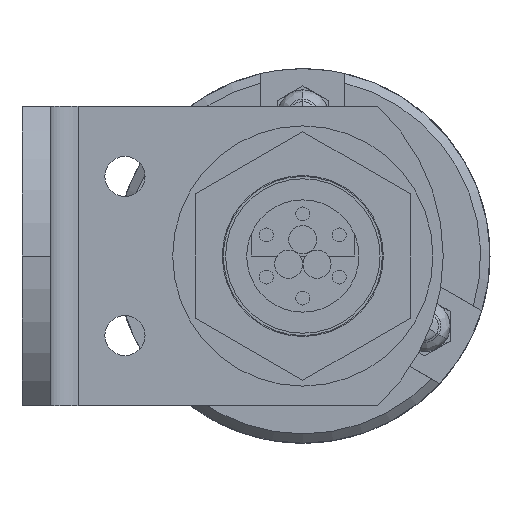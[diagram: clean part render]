
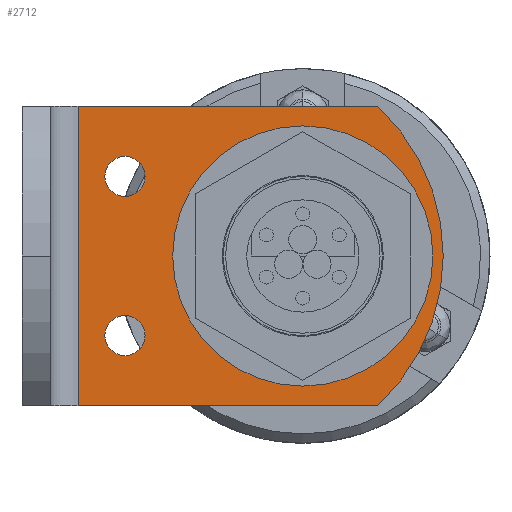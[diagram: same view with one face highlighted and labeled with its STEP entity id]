
A CAD part, front view. The second image highlights one B-rep face of the part: STEP entity #2712.
In plain terms, the highlighted planar face has unit normal (0, -1, 0).
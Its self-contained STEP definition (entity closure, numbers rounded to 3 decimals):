
#52 = DIRECTION ( 'NONE',  ( 0., 0., -1. ) ) ;
#115 = DIRECTION ( 'NONE',  ( -1., 0., 0. ) ) ;
#145 = DIRECTION ( 'NONE',  ( 0., 0., -1. ) ) ;
#236 = VERTEX_POINT ( 'NONE', #5588 ) ;
#247 = VERTEX_POINT ( 'NONE', #6537 ) ;
#357 = VERTEX_POINT ( 'NONE', #8477 ) ;
#414 = CARTESIAN_POINT ( 'NONE',  ( 15., -287.5, 16. ) ) ;
#439 = ORIENTED_EDGE ( 'NONE', *, *, #2203, .F. ) ;
#623 = DIRECTION ( 'NONE',  ( 0., -1., 0. ) ) ;
#711 = DIRECTION ( 'NONE',  ( 0., 0., -1. ) ) ;
#795 = AXIS2_PLACEMENT_3D ( 'NONE', #5061, #11480, #5997 ) ;
#856 = AXIS2_PLACEMENT_3D ( 'NONE', #11086, #5604, #145 ) ;
#921 = DIRECTION ( 'NONE',  ( 0., -1., 0. ) ) ;
#1056 = VERTEX_POINT ( 'NONE', #6466 ) ;
#1148 = DIRECTION ( 'NONE',  ( 0., -1., 0. ) ) ;
#1814 = EDGE_CURVE ( 'NONE', #7826, #1056, #10783, .T. ) ;
#1848 = FACE_BOUND ( 'NONE', #11565, .T. ) ;
#1905 = CARTESIAN_POINT ( 'NONE',  ( 15., -287.5, 16. ) ) ;
#2203 = EDGE_CURVE ( 'NONE', #7083, #5058, #10647, .T. ) ;
#2226 = VERTEX_POINT ( 'NONE', #3776 ) ;
#2319 = ORIENTED_EDGE ( 'NONE', *, *, #9503, .F. ) ;
#2473 = AXIS2_PLACEMENT_3D ( 'NONE', #10985, #5504, #52 ) ;
#2536 = CIRCLE ( 'NONE', #856, 2.15 ) ;
#2712 = ADVANCED_FACE ( 'NONE', ( #8852, #11562, #1848, #4264 ), #6480, .T. ) ;
#2767 = ORIENTED_EDGE ( 'NONE', *, *, #9966, .F. ) ;
#2790 = CIRCLE ( 'NONE', #11854, 8.6 ) ;
#2816 = DIRECTION ( 'NONE',  ( 0., -1., 0. ) ) ;
#3439 = ORIENTED_EDGE ( 'NONE', *, *, #1814, .T. ) ;
#3578 = ORIENTED_EDGE ( 'NONE', *, *, #8088, .T. ) ;
#3674 = CARTESIAN_POINT ( 'NONE',  ( -19., -287.5, 10.65 ) ) ;
#3776 = CARTESIAN_POINT ( 'NONE',  ( -19., -287.5, 6.35 ) ) ;
#3925 = CARTESIAN_POINT ( 'NONE',  ( -24., -287.5, -16. ) ) ;
#4124 = AXIS2_PLACEMENT_3D ( 'NONE', #6453, #921, #7353 ) ;
#4264 = FACE_OUTER_BOUND ( 'NONE', #10451, .T. ) ;
#4368 = LINE ( 'NONE', #5665, #8954 ) ;
#4948 = ORIENTED_EDGE ( 'NONE', *, *, #11447, .F. ) ;
#4992 = EDGE_CURVE ( 'NONE', #11241, #357, #2536, .T. ) ;
#5058 = VERTEX_POINT ( 'NONE', #3925 ) ;
#5061 = CARTESIAN_POINT ( 'NONE',  ( -19., -287.5, 8.5 ) ) ;
#5142 = CARTESIAN_POINT ( 'NONE',  ( 8., -287.5, -16. ) ) ;
#5366 = VERTEX_POINT ( 'NONE', #3674 ) ;
#5504 = DIRECTION ( 'NONE',  ( 0., -1., 0. ) ) ;
#5588 = CARTESIAN_POINT ( 'NONE',  ( 0., -287.5, -8.6 ) ) ;
#5604 = DIRECTION ( 'NONE',  ( 0., -1., 0. ) ) ;
#5665 = CARTESIAN_POINT ( 'NONE',  ( -24., -287.5, 16. ) ) ;
#5836 = ORIENTED_EDGE ( 'NONE', *, *, #8431, .F. ) ;
#5997 = DIRECTION ( 'NONE',  ( 0., 0., -1. ) ) ;
#6088 = CIRCLE ( 'NONE', #4124, 21.786 ) ;
#6128 = CARTESIAN_POINT ( 'NONE',  ( 0., -287.5, 0. ) ) ;
#6207 = ORIENTED_EDGE ( 'NONE', *, *, #7908, .F. ) ;
#6217 = DIRECTION ( 'NONE',  ( 0., -1., 0. ) ) ;
#6290 = CIRCLE ( 'NONE', #7567, 2.15 ) ;
#6453 = CARTESIAN_POINT ( 'NONE',  ( -6.786, -287.5, 0. ) ) ;
#6466 = CARTESIAN_POINT ( 'NONE',  ( -24., -287.5, 16. ) ) ;
#6480 = PLANE ( 'NONE',  #8838 ) ;
#6521 = CARTESIAN_POINT ( 'NONE',  ( 15., -287.5, -16. ) ) ;
#6537 = CARTESIAN_POINT ( 'NONE',  ( 0., -287.5, 8.6 ) ) ;
#6615 = DIRECTION ( 'NONE',  ( 0., 0., -1. ) ) ;
#6659 = CARTESIAN_POINT ( 'NONE',  ( -19., -287.5, 8.5 ) ) ;
#6679 = ORIENTED_EDGE ( 'NONE', *, *, #8002, .T. ) ;
#6967 = CIRCLE ( 'NONE', #795, 2.15 ) ;
#7046 = DIRECTION ( 'NONE',  ( 0., 0., -1. ) ) ;
#7083 = VERTEX_POINT ( 'NONE', #5142 ) ;
#7353 = DIRECTION ( 'NONE',  ( 0., 0., -1. ) ) ;
#7421 = AXIS2_PLACEMENT_3D ( 'NONE', #11696, #6217, #711 ) ;
#7542 = CIRCLE ( 'NONE', #7421, 8.6 ) ;
#7567 = AXIS2_PLACEMENT_3D ( 'NONE', #6659, #1148, #7570 ) ;
#7570 = DIRECTION ( 'NONE',  ( 0., 0., -1. ) ) ;
#7692 = CARTESIAN_POINT ( 'NONE',  ( -19., -287.5, -10.65 ) ) ;
#7743 = DIRECTION ( 'NONE',  ( -1., 0., 0. ) ) ;
#7826 = VERTEX_POINT ( 'NONE', #11423 ) ;
#7908 = EDGE_CURVE ( 'NONE', #247, #236, #7542, .T. ) ;
#8002 = EDGE_CURVE ( 'NONE', #7083, #7826, #6088, .T. ) ;
#8051 = EDGE_LOOP ( 'NONE', ( #4948, #2767 ) ) ;
#8088 = EDGE_CURVE ( 'NONE', #1056, #5058, #4368, .T. ) ;
#8262 = VECTOR ( 'NONE', #115, 1000. ) ;
#8431 = EDGE_CURVE ( 'NONE', #236, #247, #2790, .T. ) ;
#8477 = CARTESIAN_POINT ( 'NONE',  ( -19., -287.5, -6.35 ) ) ;
#8502 = CIRCLE ( 'NONE', #2473, 2.15 ) ;
#8565 = VECTOR ( 'NONE', #7743, 1000. ) ;
#8838 = AXIS2_PLACEMENT_3D ( 'NONE', #1905, #2816, #9226 ) ;
#8852 = FACE_BOUND ( 'NONE', #8051, .T. ) ;
#8873 = EDGE_LOOP ( 'NONE', ( #2319, #10714 ) ) ;
#8954 = VECTOR ( 'NONE', #6615, 1000. ) ;
#9226 = DIRECTION ( 'NONE',  ( 0., 0., -1. ) ) ;
#9503 = EDGE_CURVE ( 'NONE', #357, #11241, #8502, .T. ) ;
#9966 = EDGE_CURVE ( 'NONE', #2226, #5366, #6290, .T. ) ;
#10451 = EDGE_LOOP ( 'NONE', ( #439, #6679, #3439, #3578 ) ) ;
#10647 = LINE ( 'NONE', #6521, #8262 ) ;
#10714 = ORIENTED_EDGE ( 'NONE', *, *, #4992, .F. ) ;
#10783 = LINE ( 'NONE', #414, #8565 ) ;
#10985 = CARTESIAN_POINT ( 'NONE',  ( -19., -287.5, -8.5 ) ) ;
#11086 = CARTESIAN_POINT ( 'NONE',  ( -19., -287.5, -8.5 ) ) ;
#11241 = VERTEX_POINT ( 'NONE', #7692 ) ;
#11423 = CARTESIAN_POINT ( 'NONE',  ( 8., -287.5, 16. ) ) ;
#11447 = EDGE_CURVE ( 'NONE', #5366, #2226, #6967, .T. ) ;
#11480 = DIRECTION ( 'NONE',  ( 0., -1., 0. ) ) ;
#11562 = FACE_BOUND ( 'NONE', #8873, .T. ) ;
#11565 = EDGE_LOOP ( 'NONE', ( #6207, #5836 ) ) ;
#11696 = CARTESIAN_POINT ( 'NONE',  ( 0., -287.5, 0. ) ) ;
#11854 = AXIS2_PLACEMENT_3D ( 'NONE', #6128, #623, #7046 ) ;
